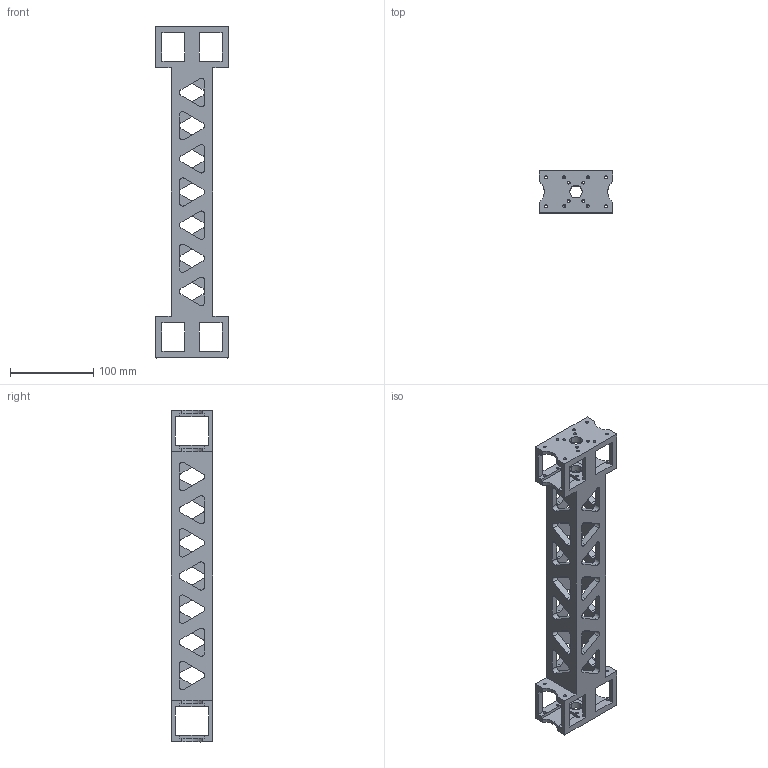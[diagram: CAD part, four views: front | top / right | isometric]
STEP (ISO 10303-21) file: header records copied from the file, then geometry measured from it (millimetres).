
FILE_DESCRIPTION(('Open CASCADE Model'),'2;1');
FILE_NAME('Open CASCADE Shape Model','2025-08-19T22:18:08',('Author'),( 'Open CASCADE'),'Open CASCADE STEP processor 7.8','Open CASCADE 7.8' ,'Unknown');
FILE_SCHEMA(('AUTOMOTIVE_DESIGN { 1 0 10303 214 1 1 1 1 }'));
Length unit declared in the file: millimetre
Products named in the file (1): Open CASCADE STEP translator 7.8 4
Bounding box: 88.3 x 50.2 x 399.26 mm (x, y, z)
Volume: 376803.6 mm3; surface area: 144498.9 mm2
Topology: 1 solids, 1 shells, 352 faces, 1088 edges, 720 vertices
Faces by surface type: plane 196, cylinder 156
Full cylindrical faces by diameter (mm): 3.5 x48
Entity records: 27144 total; most frequent: CARTESIAN_POINT 5333, DIRECTION 4112, LINE 2584, VECTOR 2584, ORIENTED_EDGE 2176, PCURVE 2176, DEFINITIONAL_REPRESENTATION 2176, EDGE_CURVE 1088
